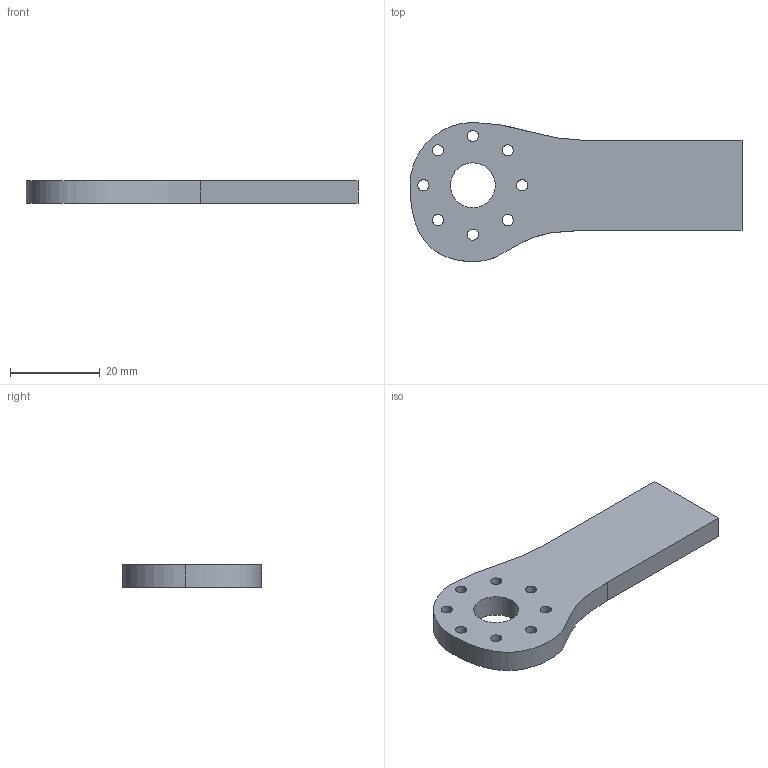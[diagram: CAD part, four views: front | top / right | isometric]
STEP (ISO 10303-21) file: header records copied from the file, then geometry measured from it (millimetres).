
FILE_DESCRIPTION(('Open CASCADE Model'),'2;1');
FILE_NAME('Open CASCADE Shape Model','2025-08-13T23:11:35',('Author'),( 'Open CASCADE'),'Open CASCADE STEP processor 7.8','Open CASCADE 7.8' ,'Unknown');
FILE_SCHEMA(('AUTOMOTIVE_DESIGN { 1 0 10303 214 1 1 1 1 }'));
Length unit declared in the file: millimetre
Products named in the file (1): Open CASCADE STEP translator 7.8 1
Bounding box: 74 x 31 x 5 mm (x, y, z)
Volume: 7780.3 mm3; surface area: 4526.8 mm2
Topology: 1 solids, 1 shells, 17 faces, 45 edges, 30 vertices
Faces by surface type: cylinder 10, plane 5, extrusion 2
Full cylindrical faces by diameter (mm): 2.5 x8, 10 x1
Entity records: 1194 total; most frequent: CARTESIAN_POINT 223, DIRECTION 181, ORIENTED_EDGE 90, PCURVE 90, DEFINITIONAL_REPRESENTATION 90, VECTOR 89, LINE 87, EDGE_CURVE 45
